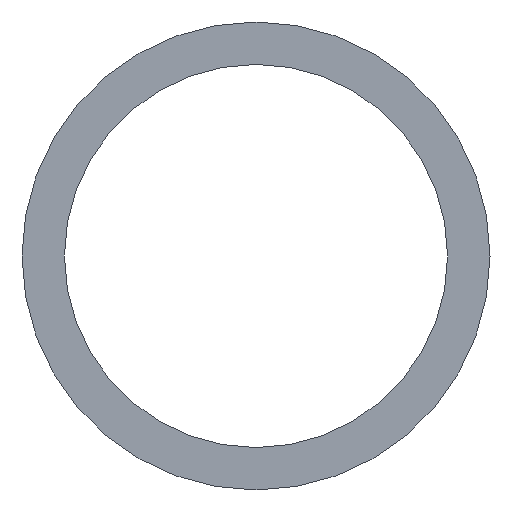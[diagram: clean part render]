
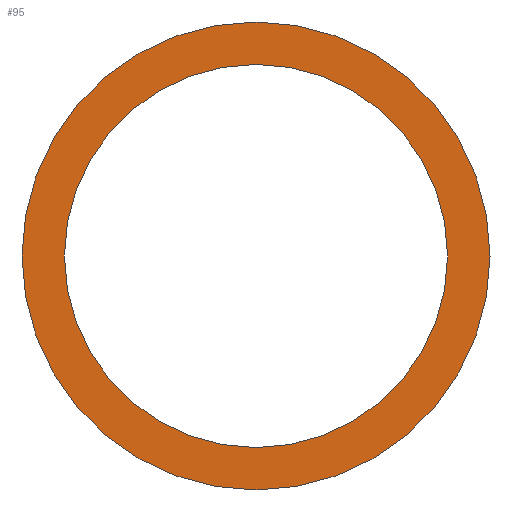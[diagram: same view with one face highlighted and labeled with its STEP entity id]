
A CAD part, left-side view. The second image highlights one B-rep face of the part: STEP entity #95.
In plain terms, the highlighted planar face has unit normal (-1, 0, 0).
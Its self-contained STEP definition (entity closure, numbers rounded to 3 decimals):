
#53 = VERTEX_POINT( '', #123 );
#55 = VERTEX_POINT( '', #125 );
#57 = VERTEX_POINT( '', #127 );
#67 = VERTEX_POINT( '', #139 );
#69 = EDGE_CURVE( '', #53, #67, #141, .T. );
#77 = EDGE_CURVE( '', #55, #57, #149, .T. );
#79 = EDGE_CURVE( '', #57, #55, #151, .T. );
#95 = ADVANCED_FACE( '', ( #169, #170 ), #171, .F. );
#97 = EDGE_CURVE( '', #67, #53, #173, .T. );
#123 = CARTESIAN_POINT( '', ( 0., 0., 229.2 ) );
#125 = CARTESIAN_POINT( '', ( 0., 0., -280. ) );
#127 = CARTESIAN_POINT( '', ( 0., 0., 280. ) );
#139 = CARTESIAN_POINT( '', ( 0., 0., -229.2 ) );
#141 = CIRCLE( '', #214, 229.2 );
#149 = CIRCLE( '', #228, 280. );
#151 = CIRCLE( '', #231, 280. );
#169 = FACE_OUTER_BOUND( '', #251, .T. );
#170 = FACE_BOUND( '', #252, .T. );
#171 = PLANE( '', #253 );
#173 = CIRCLE( '', #256, 229.2 );
#214 = AXIS2_PLACEMENT_3D( '', #289, #290, #291 );
#228 = AXIS2_PLACEMENT_3D( '', #297, #298, #299 );
#231 = AXIS2_PLACEMENT_3D( '', #300, #301, #302 );
#251 = EDGE_LOOP( '', ( #317, #318 ) );
#252 = EDGE_LOOP( '', ( #319, #320 ) );
#253 = AXIS2_PLACEMENT_3D( '', #321, #322, #323 );
#256 = AXIS2_PLACEMENT_3D( '', #324, #325, #326 );
#289 = CARTESIAN_POINT( '', ( 0., 0., 0. ) );
#290 = DIRECTION( '', ( 1., 0., 0. ) );
#291 = DIRECTION( '', ( 0., 0., -1. ) );
#297 = CARTESIAN_POINT( '', ( 0., 0., 0. ) );
#298 = DIRECTION( '', ( 1., 0., 0. ) );
#299 = DIRECTION( '', ( 0., 0., -1. ) );
#300 = CARTESIAN_POINT( '', ( 0., 0., 0. ) );
#301 = DIRECTION( '', ( 1., 0., 0. ) );
#302 = DIRECTION( '', ( 0., 0., -1. ) );
#317 = ORIENTED_EDGE( '', *, *, #77, .F. );
#318 = ORIENTED_EDGE( '', *, *, #79, .F. );
#319 = ORIENTED_EDGE( '', *, *, #97, .T. );
#320 = ORIENTED_EDGE( '', *, *, #69, .T. );
#321 = CARTESIAN_POINT( '', ( 0., 0., 0. ) );
#322 = DIRECTION( '', ( 1., 0., 0. ) );
#323 = DIRECTION( '', ( 0., 0., -1. ) );
#324 = CARTESIAN_POINT( '', ( 0., 0., 0. ) );
#325 = DIRECTION( '', ( 1., 0., 0. ) );
#326 = DIRECTION( '', ( 0., 0., -1. ) );
